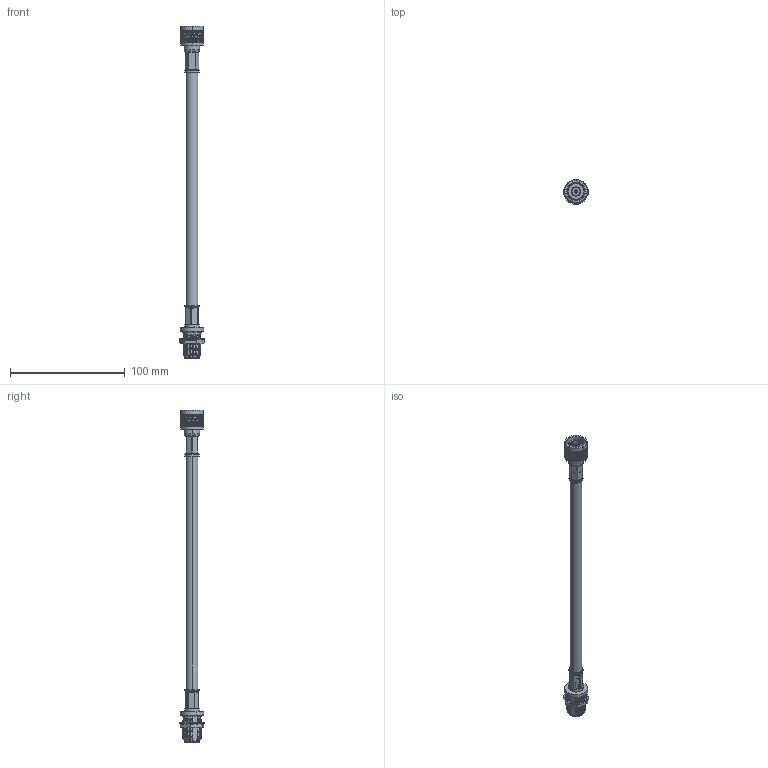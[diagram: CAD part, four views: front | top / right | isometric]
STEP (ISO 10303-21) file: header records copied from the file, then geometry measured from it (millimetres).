
FILE_DESCRIPTION (( 'STEP AP203' ), '1' );
FILE_NAME ('PE33543.step', '2019-08-30T18:03:08', ( '' ), ( '' ), 'SwSTEP 2.0', 'SolidWorks 2018', '' );
FILE_SCHEMA (( 'CONFIG_CONTROL_DESIGN' ));
Products named in the file (4): PE4430_Crimped; PE33543; Coax Cable_RG213U; PE4940_Crimped
Assembly tree (3 placements, depth 2):
  PE33543
    Coax Cable_RG213U
    PE4430_Crimped
    PE4940_Crimped
Bounding box: 21.81 x 21.57 x 289.59 mm (x, y, z)
Volume: 28073 mm3; surface area: 17634.4 mm2
Topology: 7 solids, 8 shells, 2776 faces, 6294 edges, 3550 vertices
Faces by surface type: bspline 1925, cylinder 648, plane 133, cone 66, torus 4
Entity records: 176049 total; most frequent: CARTESIAN_POINT 135109, ORIENTED_EDGE 12588, EDGE_CURVE 6294, VERTEX_POINT 3550, DIRECTION 3263, EDGE_LOOP 2800, ADVANCED_FACE 2776, FACE_OUTER_BOUND 2776
